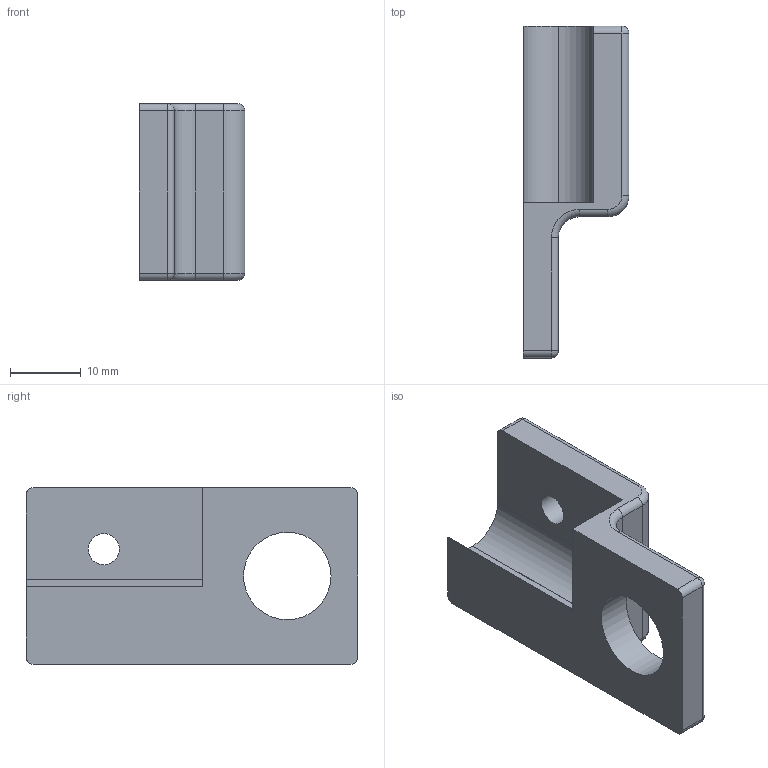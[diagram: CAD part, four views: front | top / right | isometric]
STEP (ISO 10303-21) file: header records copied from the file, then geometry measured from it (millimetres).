
FILE_DESCRIPTION(('FreeCAD Model'),'2;1');
FILE_NAME('sensor_holder.step', '2015-04-01T11:04:23',('Author'),(''), 'Open CASCADE STEP processor 6.8','FreeCAD','Unknown');
FILE_SCHEMA(('AUTOMOTIVE_DESIGN_CC2 { 1 2 10303 214 -1 1 5 4 }'));
Length unit declared in the file: millimetre
Products named in the file (1): Fillet003_(Solid)001
Bounding box: 15 x 47 x 25 mm (x, y, z)
Volume: 7671.7 mm3; surface area: 4050.3 mm2
Topology: 1 solids, 1 shells, 38 faces, 99 edges, 59 vertices
Faces by surface type: cylinder 18, plane 12, torus 4, sphere 4
Full cylindrical faces by diameter (mm): 4.4 x1, 12.4 x1
Entity records: 2508 total; most frequent: CARTESIAN_POINT 595, DIRECTION 354, ORIENTED_EDGE 190, PCURVE 190, DEFINITIONAL_REPRESENTATION 190, LINE 185, VECTOR 185, EDGE_CURVE 95
